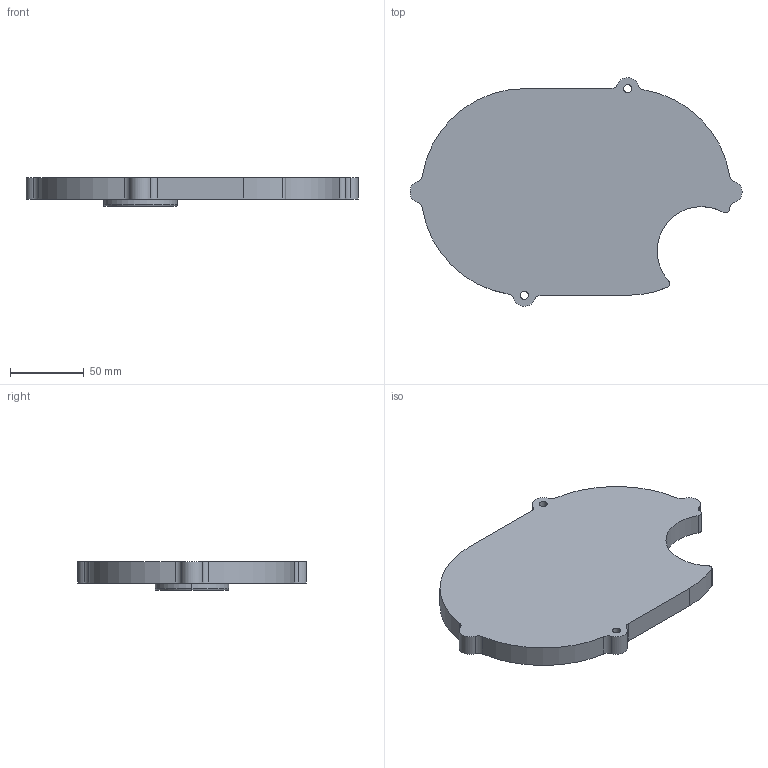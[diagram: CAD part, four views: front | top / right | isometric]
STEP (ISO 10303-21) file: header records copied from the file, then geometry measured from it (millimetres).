
FILE_DESCRIPTION((''),'2;1');
FILE_NAME('HOUSING_BOTTOM_PRINTED_PART','2025-04-16T12:26:02',('Constantin Schempp'),(''),'CREO PARAMETRIC BY PTC INC, 2024063','CREO PARAMETRIC BY PTC INC, 2024063','');
FILE_SCHEMA(('CONFIG_CONTROL_DESIGN'));
Length unit declared in the file: millimetre
Products named in the file (1): HOUSING_BOTTOM_PRINTED_PART
Bounding box: 224.95 x 154.99 x 19.5 mm (x, y, z)
Volume: 155514.8 mm3; surface area: 67311 mm2
Topology: 1 solids, 1 shells, 67 faces, 217 edges, 168 vertices
Faces by surface type: cylinder 42, plane 11, cone 10, torus 4
Entity records: 2429 total; most frequent: DIRECTION 489, CARTESIAN_POINT 391, ORIENTED_EDGE 332, AXIS2_PLACEMENT_3D 204, EDGE_CURVE 166, CIRCLE 136, VERTEX_POINT 106, VECTOR 81
